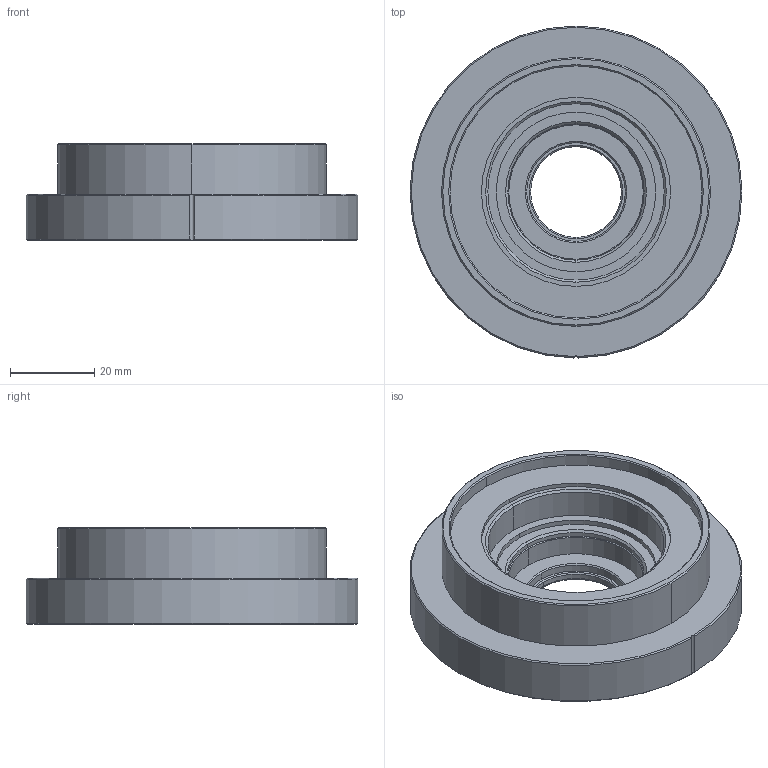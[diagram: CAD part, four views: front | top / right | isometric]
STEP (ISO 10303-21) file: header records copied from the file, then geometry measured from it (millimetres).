
FILE_DESCRIPTION((''),'2;1');
FILE_NAME('N6_A1000S_SR_J6','2019-08-25T20:39:14',('arco0'),(''),'CREO PARAMETRIC BY PTC INC, 2018420','CREO PARAMETRIC BY PTC INC, 2018420','');
FILE_SCHEMA(('AUTOMOTIVE_DESIGN { 1 0 10303 214 1 1 1 1 }'));
Length unit declared in the file: millimetre
Products named in the file (1): N6_A1000S_SR_J6
Bounding box: 79 x 79 x 23 mm (x, y, z)
Volume: 60499.8 mm3; surface area: 20888.3 mm2
Topology: 1 solids, 1 shells, 338 faces, 760 edges, 476 vertices
Faces by surface type: plane 160, cylinder 108, cone 68, torus 2
Entity records: 11629 total; most frequent: DIRECTION 1688, CARTESIAN_POINT 1577, ORIENTED_EDGE 1488, PRESENTATION_STYLE_ASSIGNMENT 745, STYLED_ITEM 745, CURVE_STYLE 744, EDGE_CURVE 744, AXIS2_PLACEMENT_3D 610
